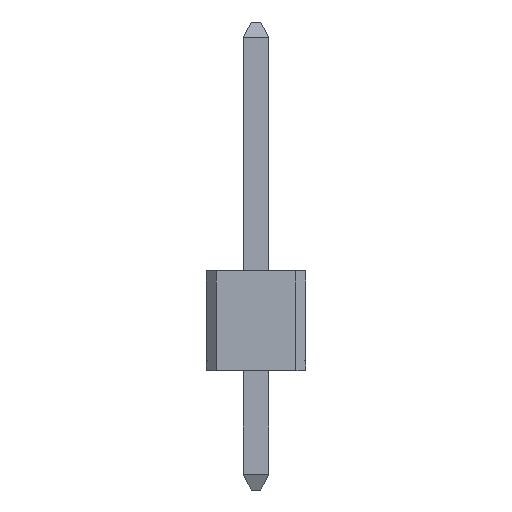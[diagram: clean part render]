
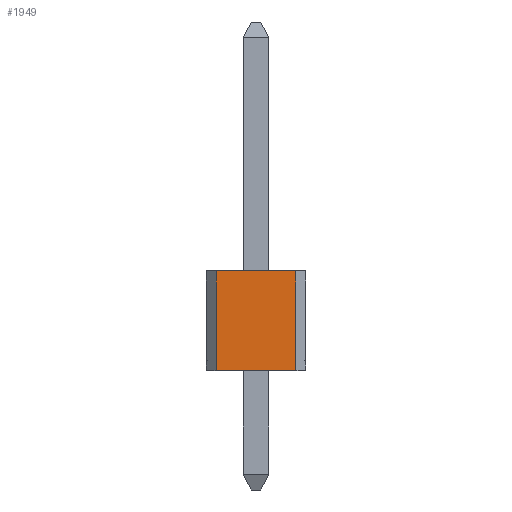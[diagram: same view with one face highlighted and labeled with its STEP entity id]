
A CAD part, left-side view. The second image highlights one B-rep face of the part: STEP entity #1949.
In plain terms, the highlighted planar face has unit normal (-1, 0, 0).
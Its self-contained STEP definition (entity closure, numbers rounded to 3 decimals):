
#34=FACE_OUTER_BOUND('',#150,.T.);
#150=EDGE_LOOP('',(#1279,#1280,#1281,#1282));
#275=LINE('',#2721,#545);
#300=LINE('',#2773,#570);
#301=LINE('',#2776,#571);
#302=LINE('',#2777,#572);
#545=VECTOR('',#2208,2.032);
#570=VECTOR('',#2243,2.54);
#571=VECTOR('',#2246,2.032);
#572=VECTOR('',#2247,2.54);
#814=VERTEX_POINT('',#2718);
#815=VERTEX_POINT('',#2720);
#837=VERTEX_POINT('',#2771);
#838=VERTEX_POINT('',#2775);
#979=EDGE_CURVE('',#815,#814,#275,.T.);
#1004=EDGE_CURVE('',#814,#837,#300,.T.);
#1005=EDGE_CURVE('',#838,#837,#301,.T.);
#1006=EDGE_CURVE('',#815,#838,#302,.T.);
#1279=ORIENTED_EDGE('',*,*,#979,.T.);
#1280=ORIENTED_EDGE('',*,*,#1004,.T.);
#1281=ORIENTED_EDGE('',*,*,#1005,.F.);
#1282=ORIENTED_EDGE('',*,*,#1006,.F.);
#1788=PLANE('',#2080);
#1949=ADVANCED_FACE('',(#34),#1788,.T.);
#2080=AXIS2_PLACEMENT_3D('',#2774,#2244,#2245);
#2208=DIRECTION('',(0.,0.,1.));
#2243=DIRECTION('',(0.,1.,0.));
#2244=DIRECTION('center_axis',(-1.,0.,0.));
#2245=DIRECTION('ref_axis',(0.,0.,1.));
#2246=DIRECTION('',(0.,0.,1.));
#2247=DIRECTION('',(0.,1.,0.));
#2718=CARTESIAN_POINT('',(-1.27,0.,1.016));
#2720=CARTESIAN_POINT('',(-1.27,0.,-1.016));
#2721=CARTESIAN_POINT('',(-1.27,0.,-1.016));
#2771=CARTESIAN_POINT('',(-1.27,2.54,1.016));
#2773=CARTESIAN_POINT('',(-1.27,0.,1.016));
#2774=CARTESIAN_POINT('Origin',(-1.27,0.,-1.016));
#2775=CARTESIAN_POINT('',(-1.27,2.54,-1.016));
#2776=CARTESIAN_POINT('',(-1.27,2.54,-1.016));
#2777=CARTESIAN_POINT('',(-1.27,0.,-1.016));
